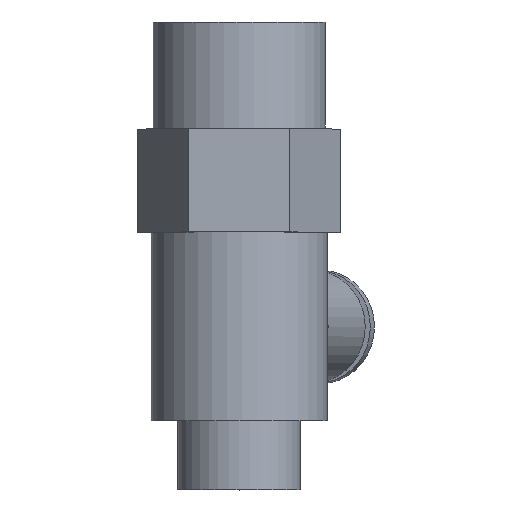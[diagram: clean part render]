
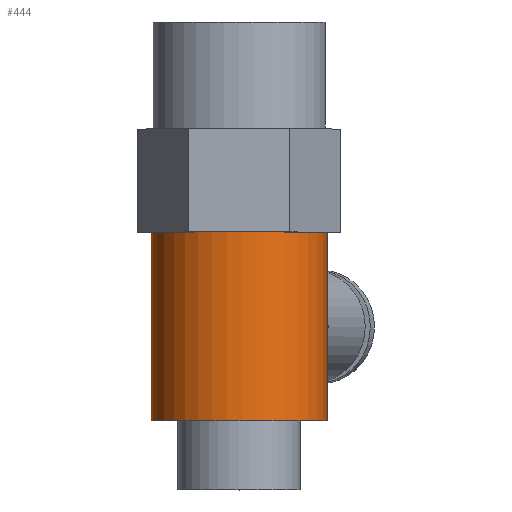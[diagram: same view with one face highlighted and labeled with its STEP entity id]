
A CAD part, top view. The second image highlights one B-rep face of the part: STEP entity #444.
In plain terms, the highlighted cylindrical face has radius 7 mm (diameter 14 mm), a full revolution.
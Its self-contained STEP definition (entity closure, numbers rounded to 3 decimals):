
#19=B_SPLINE_CURVE_WITH_KNOTS('',3,(#788,#789,#790,#791,#792,#793,#794,
#795,#796,#797,#798,#799,#800,#801,#802,#803,#804,#805,#806),
 .UNSPECIFIED.,.T.,.F.,(1,1,1,1,1,1,1,1,1,1,1,1,1,1,1,1,1,1,1,1,1,1,1),
(-0.004,-0.003,-0.001,0.,0.001,
0.003,0.004,0.006,0.007,
0.009,0.01,0.011,0.013,
0.014,0.016,0.017,0.019,
0.02,0.021,0.023,0.024,
0.026,0.027),.UNSPECIFIED.);
#163=ORIENTED_EDGE('',*,*,#212,.T.);
#164=ORIENTED_EDGE('',*,*,#214,.T.);
#165=ORIENTED_EDGE('',*,*,#218,.F.);
#212=EDGE_CURVE('',#251,#251,#277,.T.);
#214=EDGE_CURVE('',#253,#253,#279,.T.);
#218=EDGE_CURVE('',#257,#257,#19,.T.);
#251=VERTEX_POINT('',#761);
#253=VERTEX_POINT('',#766);
#257=VERTEX_POINT('',#807);
#277=CIRCLE('',#515,7.);
#279=CIRCLE('',#518,7.);
#330=EDGE_LOOP('',(#163));
#331=EDGE_LOOP('',(#164));
#332=EDGE_LOOP('',(#165));
#391=FACE_BOUND('',#330,.T.);
#392=FACE_BOUND('',#331,.T.);
#393=FACE_BOUND('',#332,.T.);
#413=CYLINDRICAL_SURFACE('',#525,7.);
#444=ADVANCED_FACE('',(#391,#392,#393),#413,.T.);
#515=AXIS2_PLACEMENT_3D('',#760,#632,#633);
#518=AXIS2_PLACEMENT_3D('',#765,#638,#639);
#525=AXIS2_PLACEMENT_3D('',#787,#652,#653);
#632=DIRECTION('',(0.,0.,-1.));
#633=DIRECTION('',(-1.,0.,0.));
#638=DIRECTION('',(0.,0.,1.));
#639=DIRECTION('',(-1.,0.,0.));
#652=DIRECTION('',(0.,0.,1.));
#653=DIRECTION('',(-1.,0.,0.));
#760=CARTESIAN_POINT('',(0.,0.,7.5));
#761=CARTESIAN_POINT('',(-7.,0.,7.5));
#765=CARTESIAN_POINT('',(0.,0.,-7.5));
#766=CARTESIAN_POINT('',(-7.,0.,-7.5));
#787=CARTESIAN_POINT('',(0.,0.,0.));
#788=CARTESIAN_POINT('',(-3.401,6.129,-1.442));
#789=CARTESIAN_POINT('',(-3.699,5.941,0.001));
#790=CARTESIAN_POINT('',(-3.402,6.128,1.436));
#791=CARTESIAN_POINT('',(-2.612,6.524,2.605));
#792=CARTESIAN_POINT('',(-1.442,6.894,3.4));
#793=CARTESIAN_POINT('',(-0.01,7.052,3.699));
#794=CARTESIAN_POINT('',(1.434,6.897,3.405));
#795=CARTESIAN_POINT('',(2.609,6.525,2.607));
#796=CARTESIAN_POINT('',(3.399,6.129,1.444));
#797=CARTESIAN_POINT('',(3.699,5.941,0.004));
#798=CARTESIAN_POINT('',(3.404,6.127,-1.433));
#799=CARTESIAN_POINT('',(2.613,6.523,-2.603));
#800=CARTESIAN_POINT('',(1.443,6.894,-3.4));
#801=CARTESIAN_POINT('',(0.01,7.052,-3.699));
#802=CARTESIAN_POINT('',(-1.435,6.897,-3.405));
#803=CARTESIAN_POINT('',(-2.61,6.524,-2.606));
#804=CARTESIAN_POINT('',(-3.401,6.129,-1.442));
#805=CARTESIAN_POINT('',(-3.699,5.941,0.001));
#806=CARTESIAN_POINT('',(-3.402,6.128,1.436));
#807=CARTESIAN_POINT('',(-3.6,6.003,0.));
